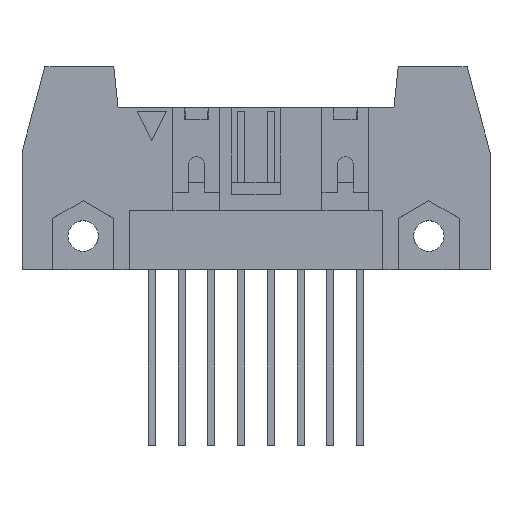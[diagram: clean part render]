
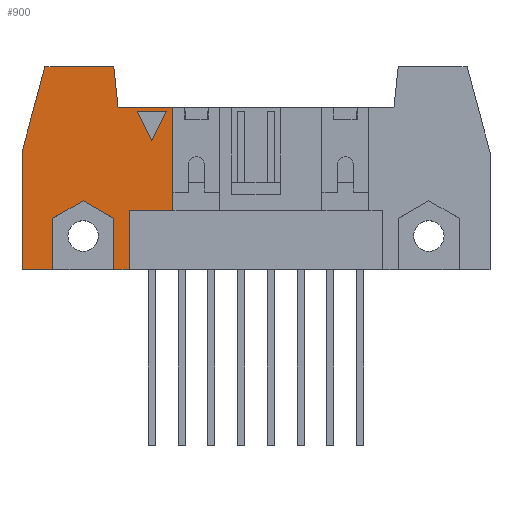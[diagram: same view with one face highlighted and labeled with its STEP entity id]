
A CAD part, top view. The second image highlights one B-rep face of the part: STEP entity #900.
In plain terms, the highlighted planar face has unit normal (0, 0, 1).
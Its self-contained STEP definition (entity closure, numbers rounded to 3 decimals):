
#657=FACE_BOUND('',#1636,.T.);
#658=FACE_BOUND('',#1637,.T.);
#900=ADVANCED_FACE('',(#657,#658),#1138,.T.);
#1138=PLANE('',#5389);
#1636=EDGE_LOOP('',(#2644,#2645,#2646));
#1637=EDGE_LOOP('',(#2647,#2648,#2649,#2650,#2651,#2652,#2653,#2654,#2655,
#2656,#2657,#2658,#2659,#2660));
#2644=ORIENTED_EDGE('',*,*,#3685,.T.);
#2645=ORIENTED_EDGE('',*,*,#3678,.T.);
#2646=ORIENTED_EDGE('',*,*,#3682,.T.);
#2647=ORIENTED_EDGE('',*,*,#3889,.T.);
#2648=ORIENTED_EDGE('',*,*,#3887,.F.);
#2649=ORIENTED_EDGE('',*,*,#3837,.F.);
#2650=ORIENTED_EDGE('',*,*,#3833,.F.);
#2651=ORIENTED_EDGE('',*,*,#3748,.F.);
#2652=ORIENTED_EDGE('',*,*,#3752,.F.);
#2653=ORIENTED_EDGE('',*,*,#3797,.F.);
#2654=ORIENTED_EDGE('',*,*,#3762,.T.);
#2655=ORIENTED_EDGE('',*,*,#3764,.T.);
#2656=ORIENTED_EDGE('',*,*,#3766,.T.);
#2657=ORIENTED_EDGE('',*,*,#3768,.T.);
#2658=ORIENTED_EDGE('',*,*,#3796,.F.);
#2659=ORIENTED_EDGE('',*,*,#3890,.T.);
#2660=ORIENTED_EDGE('',*,*,#3891,.T.);
#3153=VERTEX_POINT('',#7256);
#3154=VERTEX_POINT('',#7258);
#3156=VERTEX_POINT('',#7264);
#3204=VERTEX_POINT('',#7407);
#3205=VERTEX_POINT('',#7409);
#3207=VERTEX_POINT('',#7415);
#3215=VERTEX_POINT('',#7435);
#3216=VERTEX_POINT('',#7437);
#3217=VERTEX_POINT('',#7441);
#3218=VERTEX_POINT('',#7445);
#3219=VERTEX_POINT('',#7449);
#3241=VERTEX_POINT('',#7507);
#3262=VERTEX_POINT('',#7579);
#3265=VERTEX_POINT('',#7587);
#3303=VERTEX_POINT('',#7687);
#3304=VERTEX_POINT('',#7691);
#3305=VERTEX_POINT('',#7693);
#3678=EDGE_CURVE('',#3154,#3153,#4297,.T.);
#3682=EDGE_CURVE('',#3153,#3156,#4301,.T.);
#3685=EDGE_CURVE('',#3156,#3154,#4304,.T.);
#3748=EDGE_CURVE('',#3204,#3205,#4363,.T.);
#3752=EDGE_CURVE('',#3207,#3204,#4367,.T.);
#3762=EDGE_CURVE('',#3215,#3216,#4375,.T.);
#3764=EDGE_CURVE('',#3216,#3217,#4377,.T.);
#3766=EDGE_CURVE('',#3217,#3218,#4379,.T.);
#3768=EDGE_CURVE('',#3218,#3219,#4381,.T.);
#3796=EDGE_CURVE('',#3241,#3219,#4407,.T.);
#3797=EDGE_CURVE('',#3215,#3207,#4408,.T.);
#3833=EDGE_CURVE('',#3205,#3262,#4444,.T.);
#3837=EDGE_CURVE('',#3262,#3265,#4448,.T.);
#3887=EDGE_CURVE('',#3265,#3303,#4498,.T.);
#3889=EDGE_CURVE('',#3304,#3303,#4500,.T.);
#3890=EDGE_CURVE('',#3241,#3305,#4501,.T.);
#3891=EDGE_CURVE('',#3305,#3304,#4502,.T.);
#4297=LINE('',#7257,#4904);
#4301=LINE('',#7266,#4908);
#4304=LINE('',#7271,#4911);
#4363=LINE('',#7408,#4970);
#4367=LINE('',#7416,#4974);
#4375=LINE('',#7438,#4982);
#4377=LINE('',#7442,#4984);
#4379=LINE('',#7446,#4986);
#4381=LINE('',#7450,#4988);
#4407=LINE('',#7508,#5014);
#4408=LINE('',#7509,#5015);
#4444=LINE('',#7578,#5051);
#4448=LINE('',#7586,#5055);
#4498=LINE('',#7686,#5105);
#4500=LINE('',#7690,#5107);
#4501=LINE('',#7692,#5108);
#4502=LINE('',#7694,#5109);
#4904=VECTOR('',#6048,1.);
#4908=VECTOR('',#6054,1.);
#4911=VECTOR('',#6061,1.);
#4970=VECTOR('',#6182,1.);
#4974=VECTOR('',#6188,1.);
#4982=VECTOR('',#6206,1.);
#4984=VECTOR('',#6210,1.);
#4986=VECTOR('',#6214,1.);
#4988=VECTOR('',#6218,1.);
#5014=VECTOR('',#6264,1.);
#5015=VECTOR('',#6265,1.);
#5051=VECTOR('',#6327,1.);
#5055=VECTOR('',#6333,1.);
#5105=VECTOR('',#6407,1.);
#5107=VECTOR('',#6411,1.);
#5108=VECTOR('',#6412,1.);
#5109=VECTOR('',#6413,1.);
#5389=AXIS2_PLACEMENT_3D('',#7695,#6414,#6415);
#6048=DIRECTION('',(-0.447,-0.894,0.));
#6054=DIRECTION('',(-0.447,0.894,0.));
#6061=DIRECTION('',(1.,0.,0.));
#6182=DIRECTION('',(0.259,0.966,0.));
#6188=DIRECTION('',(0.,1.,0.));
#6206=DIRECTION('',(0.,1.,0.));
#6210=DIRECTION('',(0.866,0.5,0.));
#6214=DIRECTION('',(0.866,-0.5,0.));
#6218=DIRECTION('',(0.,-1.,0.));
#6264=DIRECTION('',(-1.,0.,0.));
#6265=DIRECTION('',(-1.,0.,0.));
#6327=DIRECTION('',(1.,0.,0.));
#6333=DIRECTION('',(0.103,-0.995,0.));
#6407=DIRECTION('',(1.,0.,0.));
#6411=DIRECTION('',(0.,1.,0.));
#6412=DIRECTION('',(0.,1.,0.));
#6413=DIRECTION('',(1.,0.,0.));
#6414=DIRECTION('',(0.,0.,1.));
#6415=DIRECTION('',(1.,0.,0.));
#7256=CARTESIAN_POINT('',(-20.513,13.59,8.5));
#7257=CARTESIAN_POINT('',(-19.263,16.09,8.5));
#7258=CARTESIAN_POINT('',(-19.263,16.09,8.5));
#7264=CARTESIAN_POINT('',(-21.763,16.09,8.5));
#7266=CARTESIAN_POINT('',(-20.513,13.59,8.5));
#7271=CARTESIAN_POINT('',(-21.763,16.09,8.5));
#7407=CARTESIAN_POINT('',(-31.573,12.59,8.5));
#7408=CARTESIAN_POINT('',(-31.573,12.59,8.5));
#7409=CARTESIAN_POINT('',(-29.617,19.89,8.5));
#7415=CARTESIAN_POINT('',(-31.573,2.59,8.5));
#7416=CARTESIAN_POINT('',(-31.573,2.59,8.5));
#7435=CARTESIAN_POINT('',(-28.953,2.59,8.5));
#7437=CARTESIAN_POINT('',(-28.953,6.945,8.5));
#7438=CARTESIAN_POINT('',(-28.953,2.59,8.5));
#7441=CARTESIAN_POINT('',(-26.353,8.446,8.5));
#7442=CARTESIAN_POINT('',(-28.953,6.945,8.5));
#7445=CARTESIAN_POINT('',(-23.753,6.945,8.5));
#7446=CARTESIAN_POINT('',(-26.353,8.446,8.5));
#7449=CARTESIAN_POINT('',(-23.753,2.59,8.5));
#7450=CARTESIAN_POINT('',(-23.753,6.945,8.5));
#7507=CARTESIAN_POINT('',(-22.433,2.59,8.5));
#7508=CARTESIAN_POINT('',(-22.433,2.59,8.5));
#7509=CARTESIAN_POINT('',(-28.953,2.59,8.5));
#7578=CARTESIAN_POINT('',(-29.617,19.89,8.5));
#7579=CARTESIAN_POINT('',(-23.748,19.89,8.5));
#7586=CARTESIAN_POINT('',(-23.748,19.89,8.5));
#7587=CARTESIAN_POINT('',(-23.384,16.39,8.5));
#7686=CARTESIAN_POINT('',(-23.384,16.39,8.5));
#7687=CARTESIAN_POINT('',(-18.703,16.39,8.5));
#7690=CARTESIAN_POINT('',(-18.703,7.59,8.5));
#7691=CARTESIAN_POINT('',(-18.703,7.59,8.5));
#7692=CARTESIAN_POINT('',(-22.433,2.59,8.5));
#7693=CARTESIAN_POINT('',(-22.433,7.59,8.5));
#7694=CARTESIAN_POINT('',(-22.433,7.59,8.5));
#7695=CARTESIAN_POINT('',(-33.568,1.725,8.5));
